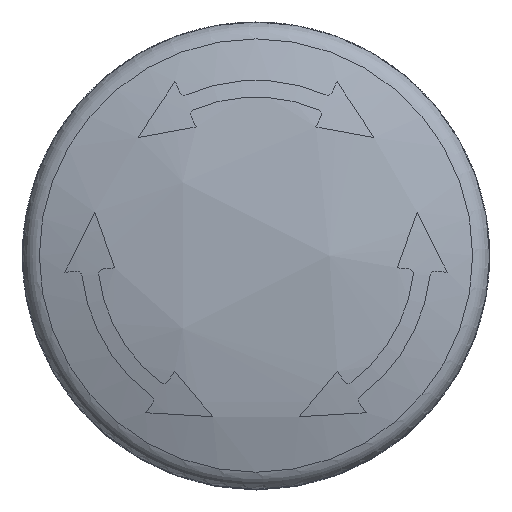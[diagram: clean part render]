
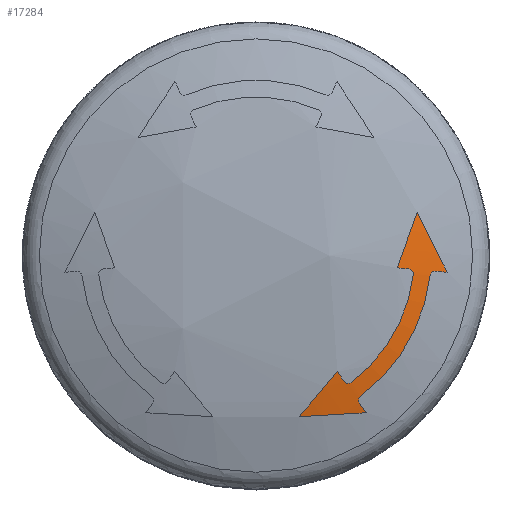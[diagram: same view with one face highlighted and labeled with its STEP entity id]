
A CAD part, top view. The second image highlights one B-rep face of the part: STEP entity #17284.
In plain terms, the highlighted spherical face has radius 40.3 mm.
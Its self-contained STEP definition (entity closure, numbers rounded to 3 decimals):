
#176=SPHERICAL_SURFACE('',#18455,40.3);
#1282=FACE_OUTER_BOUND('',#2335,.T.);
#2335=EDGE_LOOP('',(#11779,#11780,#11781,#11782,#11783,#11784,#11785,#11786,
#11787,#11788,#11789,#11790,#11791,#11792));
#3408=CIRCLE('',#18395,40.3);
#3409=CIRCLE('',#18397,39.452);
#3410=CIRCLE('',#18399,39.091);
#3411=CIRCLE('',#18401,40.3);
#3412=CIRCLE('',#18404,10.5);
#3423=CIRCLE('',#18431,9.5);
#3424=CIRCLE('',#18434,40.3);
#3425=CIRCLE('',#18436,39.452);
#3426=CIRCLE('',#18438,39.091);
#3427=CIRCLE('',#18440,40.3);
#4393=B_SPLINE_CURVE_WITH_KNOTS('',3,(#26484,#26485,#26486,#26487,#26488,
#26489,#26490,#26491,#26492,#26493),.UNSPECIFIED.,.F.,.F.,(4,2,2,2,4),(0.092,
0.104,0.116,0.127,0.137),
 .UNSPECIFIED.);
#4394=B_SPLINE_CURVE_WITH_KNOTS('',3,(#26501,#26502,#26503,#26504,#26505,
#26506,#26507,#26508,#26509,#26510,#26511,#26512),.UNSPECIFIED.,.F.,.F.,
(4,2,2,2,2,4),(0.092,0.103,0.114,0.126,
0.137,0.138),.UNSPECIFIED.);
#4399=B_SPLINE_CURVE_WITH_KNOTS('',3,(#26614,#26615,#26616,#26617,#26618,
#26619,#26620,#26621,#26622,#26623,#26624,#26625),.UNSPECIFIED.,.F.,.F.,
(4,2,2,2,2,4),(0.092,0.103,0.115,0.126,
0.137,0.138),.UNSPECIFIED.);
#4400=B_SPLINE_CURVE_WITH_KNOTS('',3,(#26644,#26645,#26646,#26647,#26648,
#26649,#26650,#26651,#26652,#26653),.UNSPECIFIED.,.F.,.F.,(4,2,2,2,4),(0.092,
0.103,0.115,0.126,0.137),
 .UNSPECIFIED.);
#6851=VERTEX_POINT('',#26465);
#6852=VERTEX_POINT('',#26466);
#6853=VERTEX_POINT('',#26471);
#6854=VERTEX_POINT('',#26475);
#6855=VERTEX_POINT('',#26479);
#6856=VERTEX_POINT('',#26483);
#6857=VERTEX_POINT('',#26496);
#6858=VERTEX_POINT('',#26500);
#6873=VERTEX_POINT('',#26609);
#6874=VERTEX_POINT('',#26613);
#6875=VERTEX_POINT('',#26628);
#6876=VERTEX_POINT('',#26632);
#6877=VERTEX_POINT('',#26636);
#6878=VERTEX_POINT('',#26640);
#8700=EDGE_CURVE('',#6851,#6852,#3408,.T.);
#8703=EDGE_CURVE('',#6852,#6853,#3409,.T.);
#8705=EDGE_CURVE('',#6853,#6854,#3410,.T.);
#8707=EDGE_CURVE('',#6854,#6855,#3411,.T.);
#8709=EDGE_CURVE('',#6855,#6856,#4393,.T.);
#8711=EDGE_CURVE('',#6856,#6857,#3412,.T.);
#8713=EDGE_CURVE('',#6858,#6851,#4394,.T.);
#8743=EDGE_CURVE('',#6873,#6858,#3423,.T.);
#8745=EDGE_CURVE('',#6874,#6873,#4399,.T.);
#8747=EDGE_CURVE('',#6875,#6874,#3424,.T.);
#8749=EDGE_CURVE('',#6876,#6875,#3425,.T.);
#8751=EDGE_CURVE('',#6877,#6876,#3426,.T.);
#8753=EDGE_CURVE('',#6878,#6877,#3427,.T.);
#8755=EDGE_CURVE('',#6857,#6878,#4400,.T.);
#11779=ORIENTED_EDGE('',*,*,#8713,.F.);
#11780=ORIENTED_EDGE('',*,*,#8743,.F.);
#11781=ORIENTED_EDGE('',*,*,#8745,.F.);
#11782=ORIENTED_EDGE('',*,*,#8747,.F.);
#11783=ORIENTED_EDGE('',*,*,#8749,.F.);
#11784=ORIENTED_EDGE('',*,*,#8751,.F.);
#11785=ORIENTED_EDGE('',*,*,#8753,.F.);
#11786=ORIENTED_EDGE('',*,*,#8755,.F.);
#11787=ORIENTED_EDGE('',*,*,#8711,.F.);
#11788=ORIENTED_EDGE('',*,*,#8709,.F.);
#11789=ORIENTED_EDGE('',*,*,#8707,.F.);
#11790=ORIENTED_EDGE('',*,*,#8705,.F.);
#11791=ORIENTED_EDGE('',*,*,#8703,.F.);
#11792=ORIENTED_EDGE('',*,*,#8700,.F.);
#17284=ADVANCED_FACE('',(#1282),#176,.T.);
#18395=AXIS2_PLACEMENT_3D('',#26467,#20600,#20601);
#18397=AXIS2_PLACEMENT_3D('',#26472,#20606,#20607);
#18399=AXIS2_PLACEMENT_3D('',#26476,#20611,#20612);
#18401=AXIS2_PLACEMENT_3D('',#26480,#20616,#20617);
#18404=AXIS2_PLACEMENT_3D('',#26497,#20624,#20625);
#18431=AXIS2_PLACEMENT_3D('',#26610,#20694,#20695);
#18434=AXIS2_PLACEMENT_3D('',#26629,#20702,#20703);
#18436=AXIS2_PLACEMENT_3D('',#26633,#20707,#20708);
#18438=AXIS2_PLACEMENT_3D('',#26637,#20712,#20713);
#18440=AXIS2_PLACEMENT_3D('',#26641,#20717,#20718);
#18455=AXIS2_PLACEMENT_3D('',#26703,#20754,#20755);
#20600=DIRECTION('center_axis',(-0.087,-0.996,
0.));
#20601=DIRECTION('ref_axis',(-0.996,0.087,0.));
#20606=DIRECTION('center_axis',(-0.942,0.337,0.));
#20607=DIRECTION('ref_axis',(0.,0.,
1.));
#20611=DIRECTION('center_axis',(0.894,0.448,0.));
#20612=DIRECTION('ref_axis',(0.,0.,
-1.));
#20616=DIRECTION('center_axis',(-0.087,-0.996,
0.));
#20617=DIRECTION('ref_axis',(-0.996,0.087,0.));
#20624=DIRECTION('center_axis',(0.,0.,
-1.));
#20625=DIRECTION('ref_axis',(0.596,-0.803,0.));
#20694=DIRECTION('center_axis',(0.,0.,
1.));
#20695=DIRECTION('ref_axis',(-0.6,0.8,0.));
#20702=DIRECTION('center_axis',(0.819,0.574,0.));
#20703=DIRECTION('ref_axis',(0.,0.,
-1.));
#20707=DIRECTION('center_axis',(-0.763,0.647,0.));
#20708=DIRECTION('ref_axis',(0.,0.,
1.));
#20712=DIRECTION('center_axis',(0.06,-0.998,0.));
#20713=DIRECTION('ref_axis',(-0.998,-0.06,0.));
#20717=DIRECTION('center_axis',(0.819,0.574,0.));
#20718=DIRECTION('ref_axis',(0.,0.,
-1.));
#20754=DIRECTION('center_axis',(-1.,0.,0.));
#20755=DIRECTION('ref_axis',(0.,-1.,0.));
#26465=CARTESIAN_POINT('',(9.16,-0.801,24.737));
#26466=CARTESIAN_POINT('',(8.468,-0.741,24.893));
#26467=CARTESIAN_POINT('Origin',(0.,0.,
-14.5));
#26471=CARTESIAN_POINT('',(9.659,2.588,24.54));
#26472=CARTESIAN_POINT('Origin',(7.741,-2.771,-14.5));
#26475=CARTESIAN_POINT('',(11.456,-1.002,24.124));
#26476=CARTESIAN_POINT('Origin',(8.76,4.384,-14.5));
#26479=CARTESIAN_POINT('',(10.755,-0.941,24.327));
#26480=CARTESIAN_POINT('Origin',(0.,0.,
-14.5));
#26483=CARTESIAN_POINT('',(10.431,-1.205,24.408));
#26484=CARTESIAN_POINT('Ctrl Pts',(10.755,-0.941,24.327));
#26485=CARTESIAN_POINT('Ctrl Pts',(10.717,-0.938,
24.338));
#26486=CARTESIAN_POINT('Ctrl Pts',(10.676,-0.942,
24.349));
#26487=CARTESIAN_POINT('Ctrl Pts',(10.599,-0.966,
24.369));
#26488=CARTESIAN_POINT('Ctrl Pts',(10.563,-0.986,
24.378));
#26489=CARTESIAN_POINT('Ctrl Pts',(10.506,-1.035,24.393));
#26490=CARTESIAN_POINT('Ctrl Pts',(10.48,-1.067,24.399));
#26491=CARTESIAN_POINT('Ctrl Pts',(10.445,-1.134,24.406));
#26492=CARTESIAN_POINT('Ctrl Pts',(10.435,-1.17,24.408));
#26493=CARTESIAN_POINT('Ctrl Pts',(10.431,-1.205,24.408));
#26496=CARTESIAN_POINT('',(6.259,-8.43,24.408));
#26497=CARTESIAN_POINT('Origin',(0.,0.,
24.408));
#26500=CARTESIAN_POINT('',(9.432,-1.136,24.664));
#26501=CARTESIAN_POINT('Ctrl Pts',(9.432,-1.136,24.664));
#26502=CARTESIAN_POINT('Ctrl Pts',(9.436,-1.099,24.664));
#26503=CARTESIAN_POINT('Ctrl Pts',(9.434,-1.058,24.666));
#26504=CARTESIAN_POINT('Ctrl Pts',(9.412,-0.982,
24.673));
#26505=CARTESIAN_POINT('Ctrl Pts',(9.394,-0.946,
24.679));
#26506=CARTESIAN_POINT('Ctrl Pts',(9.347,-0.886,
24.691));
#26507=CARTESIAN_POINT('Ctrl Pts',(9.317,-0.859,24.699));
#26508=CARTESIAN_POINT('Ctrl Pts',(9.246,-0.819,24.716));
#26509=CARTESIAN_POINT('Ctrl Pts',(9.207,-0.807,
24.726));
#26510=CARTESIAN_POINT('Ctrl Pts',(9.167,-0.802,
24.735));
#26511=CARTESIAN_POINT('Ctrl Pts',(9.163,-0.802,24.736));
#26512=CARTESIAN_POINT('Ctrl Pts',(9.16,-0.801,
24.737));
#26609=CARTESIAN_POINT('',(5.7,-7.6,24.664));
#26610=CARTESIAN_POINT('Origin',(0.,0.,
24.664));
#26613=CARTESIAN_POINT('',(5.274,-7.532,24.737));
#26614=CARTESIAN_POINT('Ctrl Pts',(5.274,-7.532,24.737));
#26615=CARTESIAN_POINT('Ctrl Pts',(5.296,-7.563,24.728));
#26616=CARTESIAN_POINT('Ctrl Pts',(5.325,-7.592,24.719));
#26617=CARTESIAN_POINT('Ctrl Pts',(5.393,-7.635,24.701));
#26618=CARTESIAN_POINT('Ctrl Pts',(5.432,-7.649,24.693));
#26619=CARTESIAN_POINT('Ctrl Pts',(5.506,-7.662,24.68));
#26620=CARTESIAN_POINT('Ctrl Pts',(5.546,-7.662,24.674));
#26621=CARTESIAN_POINT('Ctrl Pts',(5.624,-7.644,24.667));
#26622=CARTESIAN_POINT('Ctrl Pts',(5.661,-7.627,24.665));
#26623=CARTESIAN_POINT('Ctrl Pts',(5.695,-7.604,24.664));
#26624=CARTESIAN_POINT('Ctrl Pts',(5.697,-7.602,24.664));
#26625=CARTESIAN_POINT('Ctrl Pts',(5.7,-7.6,24.664));
#26628=CARTESIAN_POINT('',(4.875,-6.963,24.893));
#26629=CARTESIAN_POINT('Origin',(0.,0.,
-14.5));
#26632=CARTESIAN_POINT('',(2.588,-9.659,24.54));
#26633=CARTESIAN_POINT('Origin',(6.27,-5.318,-14.5));
#26636=CARTESIAN_POINT('',(6.596,-9.42,24.124));
#26637=CARTESIAN_POINT('Origin',(0.583,-9.779,-14.5));
#26640=CARTESIAN_POINT('',(6.192,-8.843,24.327));
#26641=CARTESIAN_POINT('Origin',(0.,0.,
-14.5));
#26644=CARTESIAN_POINT('Ctrl Pts',(6.259,-8.43,24.408));
#26645=CARTESIAN_POINT('Ctrl Pts',(6.229,-8.453,24.408));
#26646=CARTESIAN_POINT('Ctrl Pts',(6.201,-8.483,24.406));
#26647=CARTESIAN_POINT('Ctrl Pts',(6.16,-8.551,24.398));
#26648=CARTESIAN_POINT('Ctrl Pts',(6.147,-8.589,24.391));
#26649=CARTESIAN_POINT('Ctrl Pts',(6.136,-8.663,24.377));
#26650=CARTESIAN_POINT('Ctrl Pts',(6.137,-8.705,24.367));
#26651=CARTESIAN_POINT('Ctrl Pts',(6.156,-8.78,24.347));
#26652=CARTESIAN_POINT('Ctrl Pts',(6.172,-8.814,24.337));
#26653=CARTESIAN_POINT('Ctrl Pts',(6.192,-8.843,24.327));
#26703=CARTESIAN_POINT('Origin',(0.,0.,
-14.5));
